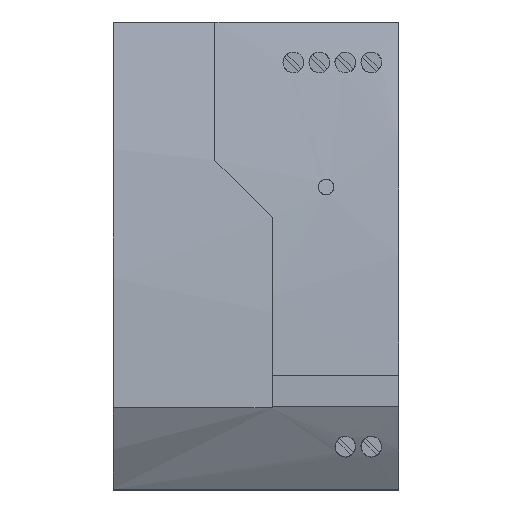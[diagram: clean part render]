
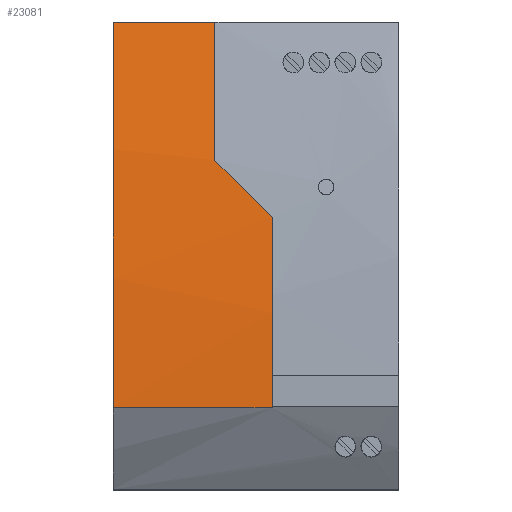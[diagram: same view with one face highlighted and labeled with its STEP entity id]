
A CAD part, top view. The second image highlights one B-rep face of the part: STEP entity #23081.
In plain terms, the highlighted free-form (B-spline) face has degree [2, 1] with [3, 2] control points.
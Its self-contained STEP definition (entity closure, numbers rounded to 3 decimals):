
#535 = EDGE_CURVE('',#536,#538,#540,.T.);
#536 = VERTEX_POINT('',#537);
#537 = CARTESIAN_POINT('',(0.,13.227,75.833));
#538 = VERTEX_POINT('',#539);
#539 = CARTESIAN_POINT('',(0.,76.04,68.219));
#540 = ( BOUNDED_CURVE() B_SPLINE_CURVE(2,(#541,#542,#543),
.UNSPECIFIED.,.F.,.F.) B_SPLINE_CURVE_WITH_KNOTS((3,3),(6.146,
6.361),.PIECEWISE_BEZIER_KNOTS.) CURVE() 
GEOMETRIC_REPRESENTATION_ITEM() RATIONAL_B_SPLINE_CURVE((1.,
0.994,1.)) REPRESENTATION_ITEM('') );
#541 = CARTESIAN_POINT('',(0.,13.227,75.833));
#542 = CARTESIAN_POINT('',(0.,45.044,75.408));
#543 = CARTESIAN_POINT('',(0.,76.04,68.219));
#20352 = EDGE_CURVE('',#20353,#538,#20355,.T.);
#20353 = VERTEX_POINT('',#20354);
#20354 = CARTESIAN_POINT('',(16.56,76.04,
    68.219));
#20355 = B_SPLINE_CURVE_WITH_KNOTS('',1,(#20356,#20357),.UNSPECIFIED.,
  .F.,.F.,(2,2),(0.,19.6),.PIECEWISE_BEZIER_KNOTS.);
#20356 = CARTESIAN_POINT('',(16.56,76.04,
    68.219));
#20357 = CARTESIAN_POINT('',(0.,76.04,68.219));
#20825 = VERTEX_POINT('',#20826);
#20826 = CARTESIAN_POINT('',(25.854,13.227,
    75.833));
#20832 = EDGE_CURVE('',#536,#20825,#20833,.T.);
#20833 = B_SPLINE_CURVE_WITH_KNOTS('',1,(#20834,#20835),.UNSPECIFIED.,
  .F.,.F.,(2,2),(-55.,-24.4),.PIECEWISE_BEZIER_KNOTS.);
#20834 = CARTESIAN_POINT('',(0.,13.227,75.833));
#20835 = CARTESIAN_POINT('',(25.854,13.227,
    75.833));
#23038 = EDGE_CURVE('',#20825,#23039,#23041,.T.);
#23039 = VERTEX_POINT('',#23040);
#23040 = CARTESIAN_POINT('',(25.854,44.272,
    73.78));
#23041 = ( BOUNDED_CURVE() B_SPLINE_CURVE(2,(#23042,#23043,#23044),
.UNSPECIFIED.,.F.,.F.) B_SPLINE_CURVE_WITH_KNOTS((3,3),(6.146,
6.251),.PIECEWISE_BEZIER_KNOTS.) CURVE() 
GEOMETRIC_REPRESENTATION_ITEM() RATIONAL_B_SPLINE_CURVE((1.,
0.999,1.)) REPRESENTATION_ITEM('') );
#23042 = CARTESIAN_POINT('',(25.854,13.227,
    75.833));
#23043 = CARTESIAN_POINT('',(25.854,28.804,
    75.625));
#23044 = CARTESIAN_POINT('',(25.854,44.272,
    73.78));
#23063 = EDGE_CURVE('',#23064,#20353,#23066,.T.);
#23064 = VERTEX_POINT('',#23065);
#23065 = CARTESIAN_POINT('',(16.56,53.566,
    72.522));
#23066 = ( BOUNDED_CURVE() B_SPLINE_CURVE(2,(#23067,#23068,#23069),
.UNSPECIFIED.,.F.,.F.) B_SPLINE_CURVE_WITH_KNOTS((3,3),(0.,
0.077),.PIECEWISE_BEZIER_KNOTS.) CURVE() 
GEOMETRIC_REPRESENTATION_ITEM() RATIONAL_B_SPLINE_CURVE((1.,
0.999,1.)) REPRESENTATION_ITEM('') );
#23067 = CARTESIAN_POINT('',(16.56,53.566,
    72.522));
#23068 = CARTESIAN_POINT('',(16.56,64.886,
    70.806));
#23069 = CARTESIAN_POINT('',(16.56,76.04,
    68.219));
#23081 = ADVANCED_FACE('',(#23082),#23095,.T.);
#23082 = FACE_BOUND('',#23083,.T.);
#23083 = EDGE_LOOP('',(#23084,#23085,#23086,#23087,#23088,#23094));
#23084 = ORIENTED_EDGE('',*,*,#20352,.T.);
#23085 = ORIENTED_EDGE('',*,*,#535,.F.);
#23086 = ORIENTED_EDGE('',*,*,#20832,.T.);
#23087 = ORIENTED_EDGE('',*,*,#23038,.T.);
#23088 = ORIENTED_EDGE('',*,*,#23089,.F.);
#23089 = EDGE_CURVE('',#23064,#23039,#23090,.T.);
#23090 = ( BOUNDED_CURVE() B_SPLINE_CURVE(2,(#23091,#23092,#23093),
.UNSPECIFIED.,.F.,.F.) B_SPLINE_CURVE_WITH_KNOTS((3,3),(1.42,
1.452),.PIECEWISE_BEZIER_KNOTS.) CURVE() 
GEOMETRIC_REPRESENTATION_ITEM() RATIONAL_B_SPLINE_CURVE((1.,
1.,1.)) REPRESENTATION_ITEM('') );
#23091 = CARTESIAN_POINT('',(16.56,53.566,
    72.522));
#23092 = CARTESIAN_POINT('',(21.197,48.929,
    73.225));
#23093 = CARTESIAN_POINT('',(25.854,44.272,
    73.78));
#23094 = ORIENTED_EDGE('',*,*,#23063,.T.);
#23095 = ( BOUNDED_SURFACE() B_SPLINE_SURFACE(2,1,(
    (#23096,#23097)
    ,(#23098,#23099)
    ,(#23100,#23101
)),.UNSPECIFIED.,.F.,.F.,.F.) B_SPLINE_SURFACE_WITH_KNOTS((3,3),(2,2),(
    6.146,6.361),(-11.,19.6),.PIECEWISE_BEZIER_KNOTS.) 
GEOMETRIC_REPRESENTATION_ITEM() RATIONAL_B_SPLINE_SURFACE((
    (1.,1.)
    ,(0.994,0.994)
,(1.,1.))) REPRESENTATION_ITEM('') SURFACE() );
#23096 = CARTESIAN_POINT('',(25.854,13.227,
    75.833));
#23097 = CARTESIAN_POINT('',(0.,13.227,75.833));
#23098 = CARTESIAN_POINT('',(25.854,45.044,
    75.408));
#23099 = CARTESIAN_POINT('',(0.,45.044,75.408));
#23100 = CARTESIAN_POINT('',(25.854,76.04,
    68.219));
#23101 = CARTESIAN_POINT('',(0.,76.04,68.219));
